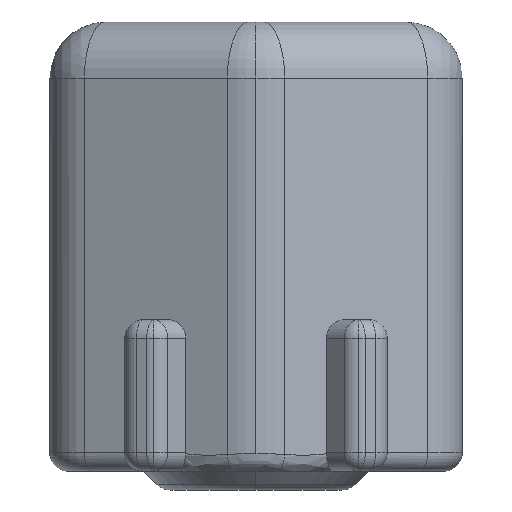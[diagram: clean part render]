
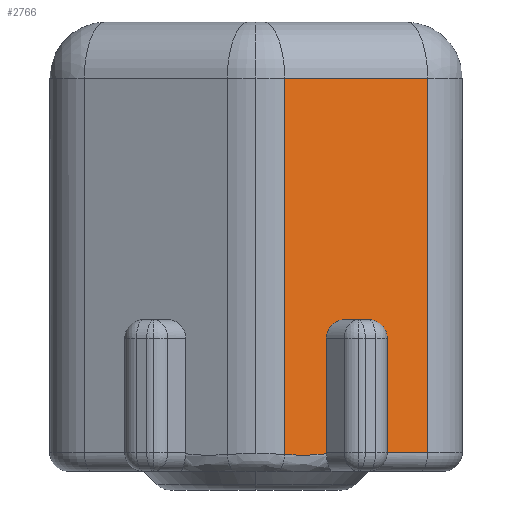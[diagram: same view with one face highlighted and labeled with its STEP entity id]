
A CAD part, front view. The second image highlights one B-rep face of the part: STEP entity #2766.
In plain terms, the highlighted planar face has unit normal (0.383, -0.924, 0).
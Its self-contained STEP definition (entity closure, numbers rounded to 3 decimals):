
#26 = CARTESIAN_POINT ( 'NONE',  ( 26.83, -30.499, 5.3 ) ) ;
#58 = CARTESIAN_POINT ( 'NONE',  ( 24.613, -31.417, 8.85 ) ) ;
#93 =( BOUNDED_CURVE ( )  B_SPLINE_CURVE ( 3, ( #1691, #2760, #2094, #778 ),
 .UNSPECIFIED., .F., .T. ) 
 B_SPLINE_CURVE_WITH_KNOTS ( ( 4, 4 ),
 ( 1.571, 3.142 ),
 .UNSPECIFIED. ) 
 CURVE ( )  GEOMETRIC_REPRESENTATION_ITEM ( )  RATIONAL_B_SPLINE_CURVE ( ( 1., 0.805, 0.805, 1. ) ) 
 REPRESENTATION_ITEM ( '' )  );
#98 = CARTESIAN_POINT ( 'NONE',  ( 24.123, -31.62, 5.266 ) ) ;
#148 = EDGE_LOOP ( 'NONE', ( #514, #1897, #867, #242, #1769, #1499, #2652, #2014, #878, #2741, #1783, #2226 ) ) ;
#242 = ORIENTED_EDGE ( 'NONE', *, *, #331, .T. ) ;
#250 = CARTESIAN_POINT ( 'NONE',  ( 25.718, -30.96, 5.3 ) ) ;
#262 = LINE ( 'NONE', #2277, #2687 ) ;
#284 = CARTESIAN_POINT ( 'NONE',  ( 29.139, -29.543, 16.8 ) ) ;
#331 = EDGE_CURVE ( 'NONE', #773, #2214, #1267, .T. ) ;
#383 = EDGE_CURVE ( 'NONE', #508, #1731, #2608, .T. ) ;
#384 = AXIS2_PLACEMENT_3D ( 'NONE', #284, #680, #2050 ) ;
#399 = EDGE_CURVE ( 'NONE', #2147, #468, #1091, .T. ) ;
#400 = CARTESIAN_POINT ( 'NONE',  ( 26.83, -30.499, 16.8 ) ) ;
#411 = CARTESIAN_POINT ( 'NONE',  ( 29.139, -29.543, 5.3 ) ) ;
#431 = CARTESIAN_POINT ( 'NONE',  ( 24.122, -31.621, 5.3 ) ) ;
#468 = VERTEX_POINT ( 'NONE', #250 ) ;
#474 = VERTEX_POINT ( 'NONE', #1139 ) ;
#483 = CARTESIAN_POINT ( 'NONE',  ( 24.122, -31.621, 8.643 ) ) ;
#487 = VECTOR ( 'NONE', #1467, 1000. ) ;
#488 = CARTESIAN_POINT ( 'NONE',  ( 24.122, -31.621, 5.3 ) ) ;
#508 = VERTEX_POINT ( 'NONE', #26 ) ;
#513 = EDGE_CURVE ( 'NONE', #653, #474, #1979, .T. ) ;
#514 = ORIENTED_EDGE ( 'NONE', *, *, #2483, .T. ) ;
#563 = LINE ( 'NONE', #2319, #487 ) ;
#616 = CARTESIAN_POINT ( 'NONE',  ( 24.122, -31.621, 5.266 ) ) ;
#636 = VERTEX_POINT ( 'NONE', #873 ) ;
#647 = CARTESIAN_POINT ( 'NONE',  ( 24.122, -31.621, 5.277 ) ) ;
#648 = CARTESIAN_POINT ( 'NONE',  ( 23.01, -32.081, 15.3 ) ) ;
#653 = VERTEX_POINT ( 'NONE', #1563 ) ;
#680 = DIRECTION ( 'NONE',  ( 0.383, -0.924, 0. ) ) ;
#686 = VECTOR ( 'NONE', #1607, 1000. ) ;
#696 = CARTESIAN_POINT ( 'NONE',  ( 25.718, -30.96, 11.965 ) ) ;
#742 = LINE ( 'NONE', #1809, #686 ) ;
#773 = VERTEX_POINT ( 'NONE', #98 ) ;
#778 = CARTESIAN_POINT ( 'NONE',  ( 25.718, -30.96, 8.35 ) ) ;
#865 = DIRECTION ( 'NONE',  ( 0.924, 0.383, 0. ) ) ;
#867 = ORIENTED_EDGE ( 'NONE', *, *, #2663, .T. ) ;
#873 = CARTESIAN_POINT ( 'NONE',  ( 24.122, -31.621, 5.266 ) ) ;
#876 = VERTEX_POINT ( 'NONE', #1026 ) ;
#878 = ORIENTED_EDGE ( 'NONE', *, *, #399, .T. ) ;
#925 = EDGE_CURVE ( 'NONE', #1731, #1902, #1991, .T. ) ;
#934 = EDGE_CURVE ( 'NONE', #468, #508, #1556, .T. ) ;
#950 = CARTESIAN_POINT ( 'NONE',  ( 23.01, -32.081, 5.249 ) ) ;
#1026 = CARTESIAN_POINT ( 'NONE',  ( 25.227, -31.163, 8.85 ) ) ;
#1054 = CARTESIAN_POINT ( 'NONE',  ( 24.122, -31.621, 5.266 ) ) ;
#1091 = LINE ( 'NONE', #696, #2339 ) ;
#1107 = DIRECTION ( 'NONE',  ( 0., 0., -1. ) ) ;
#1138 = CARTESIAN_POINT ( 'NONE',  ( 23.937, -31.698, 5.247 ) ) ;
#1139 = CARTESIAN_POINT ( 'NONE',  ( 24.613, -31.417, 8.85 ) ) ;
#1176 = VECTOR ( 'NONE', #1538, 1000. ) ;
#1267 =( BOUNDED_CURVE ( )  B_SPLINE_CURVE ( 3, ( #1976, #647, #1945, #431 ),
 .UNSPECIFIED., .F., .F. ) 
 B_SPLINE_CURVE_WITH_KNOTS ( ( 4, 4 ),
 ( 6.215, 6.283 ),
 .UNSPECIFIED. ) 
 CURVE ( )  GEOMETRIC_REPRESENTATION_ITEM ( )  RATIONAL_B_SPLINE_CURVE ( ( 1., 1., 1., 1. ) ) 
 REPRESENTATION_ITEM ( '' )  );
#1375 = CARTESIAN_POINT ( 'NONE',  ( 24.122, -31.621, 5.266 ) ) ;
#1467 = DIRECTION ( 'NONE',  ( 0., 0., -1. ) ) ;
#1499 = ORIENTED_EDGE ( 'NONE', *, *, #513, .T. ) ;
#1538 = DIRECTION ( 'NONE',  ( -0.924, -0.383, 0. ) ) ;
#1549 = VERTEX_POINT ( 'NONE', #2530 ) ;
#1556 = LINE ( 'NONE', #411, #2336 ) ;
#1563 = CARTESIAN_POINT ( 'NONE',  ( 24.122, -31.621, 8.35 ) ) ;
#1566 = CARTESIAN_POINT ( 'NONE',  ( 24.122, -31.621, 8.35 ) ) ;
#1607 = DIRECTION ( 'NONE',  ( 0., 0., -1. ) ) ;
#1691 = CARTESIAN_POINT ( 'NONE',  ( 25.227, -31.163, 8.85 ) ) ;
#1731 = VERTEX_POINT ( 'NONE', #2138 ) ;
#1740 = CARTESIAN_POINT ( 'NONE',  ( 25.718, -30.96, 8.35 ) ) ;
#1769 = ORIENTED_EDGE ( 'NONE', *, *, #1954, .F. ) ;
#1783 = ORIENTED_EDGE ( 'NONE', *, *, #383, .T. ) ;
#1809 = CARTESIAN_POINT ( 'NONE',  ( 24.122, -31.621, 11.965 ) ) ;
#1821 = FACE_OUTER_BOUND ( 'NONE', #148, .T. ) ;
#1837 = CARTESIAN_POINT ( 'NONE',  ( 23.751, -31.774, 5.227 ) ) ;
#1897 = ORIENTED_EDGE ( 'NONE', *, *, #2722, .T. ) ;
#1902 = VERTEX_POINT ( 'NONE', #648 ) ;
#1940 = EDGE_CURVE ( 'NONE', #474, #876, #262, .T. ) ;
#1943 = CARTESIAN_POINT ( 'NONE',  ( 24.123, -31.621, 5.266 ) ) ;
#1945 = CARTESIAN_POINT ( 'NONE',  ( 24.122, -31.621, 5.289 ) ) ;
#1954 = EDGE_CURVE ( 'NONE', #653, #2214, #742, .T. ) ;
#1976 = CARTESIAN_POINT ( 'NONE',  ( 24.123, -31.62, 5.266 ) ) ;
#1979 =( BOUNDED_CURVE ( )  B_SPLINE_CURVE ( 3, ( #1566, #483, #2011, #58 ),
 .UNSPECIFIED., .F., .T. ) 
 B_SPLINE_CURVE_WITH_KNOTS ( ( 4, 4 ),
 ( 0., 1.571 ),
 .UNSPECIFIED. ) 
 CURVE ( )  GEOMETRIC_REPRESENTATION_ITEM ( )  RATIONAL_B_SPLINE_CURVE ( ( 1., 0.805, 0.805, 1. ) ) 
 REPRESENTATION_ITEM ( '' )  );
#1991 = LINE ( 'NONE', #2213, #1176 ) ;
#2011 = CARTESIAN_POINT ( 'NONE',  ( 24.325, -31.537, 8.85 ) ) ;
#2014 = ORIENTED_EDGE ( 'NONE', *, *, #2848, .T. ) ;
#2022 = DIRECTION ( 'NONE',  ( 0.924, 0.383, 0. ) ) ;
#2032 = B_SPLINE_CURVE_WITH_KNOTS ( 'NONE', 3,
 ( #950, #2498, #2287, #1837, #1138, #1375 ),
 .UNSPECIFIED., .F., .F.,
 ( 4, 2, 4 ),
 ( 0., 0.001, 0.001 ),
 .UNSPECIFIED. ) ;
#2050 = DIRECTION ( 'NONE',  ( 0.924, 0.383, 0. ) ) ;
#2072 = B_SPLINE_CURVE_WITH_KNOTS ( 'NONE', 3,
 ( #616, #1054, #1943, #2232 ),
 .UNSPECIFIED., .F., .F.,
 ( 4, 4 ),
 ( 0., 1. ),
 .UNSPECIFIED. ) ;
#2094 = CARTESIAN_POINT ( 'NONE',  ( 25.718, -30.96, 8.643 ) ) ;
#2138 = CARTESIAN_POINT ( 'NONE',  ( 26.83, -30.499, 15.3 ) ) ;
#2147 = VERTEX_POINT ( 'NONE', #1740 ) ;
#2213 = CARTESIAN_POINT ( 'NONE',  ( 23.01, -32.081, 15.3 ) ) ;
#2214 = VERTEX_POINT ( 'NONE', #488 ) ;
#2226 = ORIENTED_EDGE ( 'NONE', *, *, #925, .T. ) ;
#2232 = CARTESIAN_POINT ( 'NONE',  ( 24.123, -31.62, 5.266 ) ) ;
#2277 = CARTESIAN_POINT ( 'NONE',  ( -0.199, -41.695, 8.85 ) ) ;
#2287 = CARTESIAN_POINT ( 'NONE',  ( 23.381, -31.928, 5.219 ) ) ;
#2319 = CARTESIAN_POINT ( 'NONE',  ( 23.01, -32.081, 16.8 ) ) ;
#2336 = VECTOR ( 'NONE', #865, 1000. ) ;
#2339 = VECTOR ( 'NONE', #1107, 1000. ) ;
#2415 = DIRECTION ( 'NONE',  ( 0., 0., 1. ) ) ;
#2483 = EDGE_CURVE ( 'NONE', #1902, #1549, #563, .T. ) ;
#2498 = CARTESIAN_POINT ( 'NONE',  ( 23.195, -32.005, 5.231 ) ) ;
#2530 = CARTESIAN_POINT ( 'NONE',  ( 23.01, -32.081, 5.249 ) ) ;
#2575 = VECTOR ( 'NONE', #2415, 1000. ) ;
#2608 = LINE ( 'NONE', #400, #2575 ) ;
#2652 = ORIENTED_EDGE ( 'NONE', *, *, #1940, .T. ) ;
#2663 = EDGE_CURVE ( 'NONE', #636, #773, #2072, .T. ) ;
#2687 = VECTOR ( 'NONE', #2022, 1000. ) ;
#2707 = PLANE ( 'NONE',  #384 ) ;
#2722 = EDGE_CURVE ( 'NONE', #1549, #636, #2032, .T. ) ;
#2741 = ORIENTED_EDGE ( 'NONE', *, *, #934, .T. ) ;
#2760 = CARTESIAN_POINT ( 'NONE',  ( 25.515, -31.044, 8.85 ) ) ;
#2766 = ADVANCED_FACE ( 'NONE', ( #1821 ), #2707, .T. ) ;
#2848 = EDGE_CURVE ( 'NONE', #876, #2147, #93, .T. ) ;
